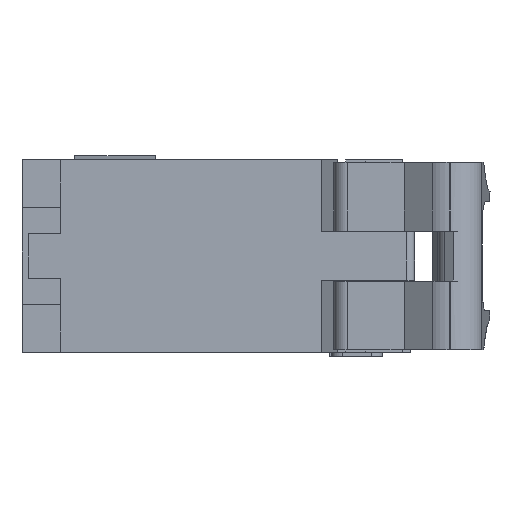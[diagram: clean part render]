
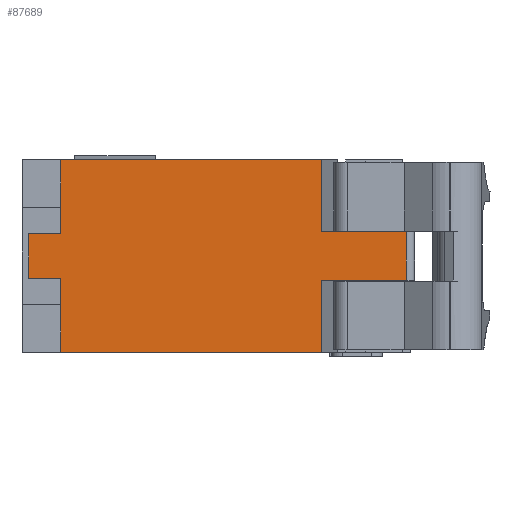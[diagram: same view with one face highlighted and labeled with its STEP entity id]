
A CAD part, left-side view. The second image highlights one B-rep face of the part: STEP entity #87689.
In plain terms, the highlighted planar face has unit normal (-1, 0, 0).
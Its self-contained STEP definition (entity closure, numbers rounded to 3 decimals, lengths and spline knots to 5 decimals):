
#7162=FACE_OUTER_BOUND('',#11671,.T.);
#11671=EDGE_LOOP('',(#70992,#70993,#70994,#70995,#70996,#70997,#70998,#70999,
#71000,#71001,#71002,#71003));
#20870=LINE('',#142815,#30928);
#21040=LINE('',#143164,#31098);
#21063=LINE('',#143208,#31121);
#21072=LINE('',#143226,#31130);
#21077=LINE('',#143237,#31135);
#21078=LINE('',#143239,#31136);
#21079=LINE('',#143241,#31137);
#21080=LINE('',#143243,#31138);
#21081=LINE('',#143245,#31139);
#21082=LINE('',#143247,#31140);
#21083=LINE('',#143248,#31141);
#21084=LINE('',#143249,#31142);
#30928=VECTOR('',#111024,0.3937);
#31098=VECTOR('',#111296,0.3937);
#31121=VECTOR('',#111331,0.3937);
#31130=VECTOR('',#111350,0.3937);
#31135=VECTOR('',#111359,0.3937);
#31136=VECTOR('',#111360,0.3937);
#31137=VECTOR('',#111361,0.3937);
#31138=VECTOR('',#111362,0.3937);
#31139=VECTOR('',#111363,0.3937);
#31140=VECTOR('',#111364,0.3937);
#31141=VECTOR('',#111365,0.3937);
#31142=VECTOR('',#111366,0.3937);
#39196=VERTEX_POINT('',#142809);
#39198=VERTEX_POINT('',#142813);
#39325=VERTEX_POINT('',#143161);
#39326=VERTEX_POINT('',#143163);
#39341=VERTEX_POINT('',#143206);
#39345=VERTEX_POINT('',#143224);
#39349=VERTEX_POINT('',#143236);
#39350=VERTEX_POINT('',#143238);
#39351=VERTEX_POINT('',#143240);
#39352=VERTEX_POINT('',#143242);
#39353=VERTEX_POINT('',#143244);
#39354=VERTEX_POINT('',#143246);
#50391=EDGE_CURVE('',#39198,#39196,#20870,.T.);
#50566=EDGE_CURVE('',#39326,#39325,#21040,.T.);
#50589=EDGE_CURVE('',#39325,#39341,#21063,.T.);
#50598=EDGE_CURVE('',#39341,#39345,#21072,.T.);
#50603=EDGE_CURVE('',#39345,#39349,#21077,.T.);
#50604=EDGE_CURVE('',#39350,#39349,#21078,.T.);
#50605=EDGE_CURVE('',#39350,#39351,#21079,.T.);
#50606=EDGE_CURVE('',#39352,#39351,#21080,.T.);
#50607=EDGE_CURVE('',#39353,#39352,#21081,.T.);
#50608=EDGE_CURVE('',#39354,#39353,#21082,.T.);
#50609=EDGE_CURVE('',#39354,#39196,#21083,.T.);
#50610=EDGE_CURVE('',#39198,#39326,#21084,.T.);
#70992=ORIENTED_EDGE('',*,*,#50566,.T.);
#70993=ORIENTED_EDGE('',*,*,#50589,.T.);
#70994=ORIENTED_EDGE('',*,*,#50598,.T.);
#70995=ORIENTED_EDGE('',*,*,#50603,.T.);
#70996=ORIENTED_EDGE('',*,*,#50604,.F.);
#70997=ORIENTED_EDGE('',*,*,#50605,.T.);
#70998=ORIENTED_EDGE('',*,*,#50606,.F.);
#70999=ORIENTED_EDGE('',*,*,#50607,.F.);
#71000=ORIENTED_EDGE('',*,*,#50608,.F.);
#71001=ORIENTED_EDGE('',*,*,#50609,.T.);
#71002=ORIENTED_EDGE('',*,*,#50391,.F.);
#71003=ORIENTED_EDGE('',*,*,#50610,.T.);
#78883=PLANE('',#93009);
#87689=ADVANCED_FACE('',(#7162),#78883,.T.);
#93009=AXIS2_PLACEMENT_3D('',#143235,#111357,#111358);
#111024=DIRECTION('',(0.,-1.,0.));
#111296=DIRECTION('',(0.,1.,0.));
#111331=DIRECTION('',(0.,0.,-1.));
#111350=DIRECTION('',(0.,-1.,0.));
#111357=DIRECTION('center_axis',(-1.,0.,0.));
#111358=DIRECTION('ref_axis',(0.,1.,0.));
#111359=DIRECTION('',(0.,0.,-1.));
#111360=DIRECTION('',(0.,1.,0.));
#111361=DIRECTION('',(0.,0.,1.));
#111362=DIRECTION('',(0.,1.,0.));
#111363=DIRECTION('',(0.,0.,-1.));
#111364=DIRECTION('',(0.,-1.,0.));
#111365=DIRECTION('',(0.,0.,1.));
#111366=DIRECTION('',(0.,0.,-1.));
#142809=CARTESIAN_POINT('',(-1.1418,-0.2232,0.11752));
#142813=CARTESIAN_POINT('',(-1.1418,0.10227,0.11752));
#142815=CARTESIAN_POINT('',(-1.1418,-0.33873,0.11752));
#143161=CARTESIAN_POINT('',(-1.1418,0.14227,0.02552));
#143163=CARTESIAN_POINT('',(-1.1418,0.10227,0.02552));
#143164=CARTESIAN_POINT('',(-1.1418,-0.11732,0.02552));
#143206=CARTESIAN_POINT('',(-1.1418,0.14227,-0.03048));
#143208=CARTESIAN_POINT('',(-1.1418,0.14227,-0.00248));
#143224=CARTESIAN_POINT('',(-1.1418,0.10227,-0.03048));
#143226=CARTESIAN_POINT('',(-1.1418,-0.11732,-0.03048));
#143235=CARTESIAN_POINT('Origin',(-1.1418,-0.33873,
-0.00248));
#143236=CARTESIAN_POINT('',(-1.1418,0.10227,-0.12248));
#143237=CARTESIAN_POINT('',(-1.1418,0.10227,-0.06248));
#143238=CARTESIAN_POINT('',(-1.1418,-0.2232,-0.12248));
#143239=CARTESIAN_POINT('',(-1.1418,-0.33873,-0.12248));
#143240=CARTESIAN_POINT('',(-1.1418,-0.2232,-0.03248));
#143241=CARTESIAN_POINT('',(-1.1418,-0.2232,-0.06248));
#143242=CARTESIAN_POINT('',(-1.1418,-0.32873,-0.03248));
#143243=CARTESIAN_POINT('',(-1.1418,-0.33873,-0.03248));
#143244=CARTESIAN_POINT('',(-1.1418,-0.32873,0.02752));
#143245=CARTESIAN_POINT('',(-1.1418,-0.32873,-0.00248));
#143246=CARTESIAN_POINT('',(-1.1418,-0.2232,0.02752));
#143247=CARTESIAN_POINT('',(-1.1418,-0.2232,0.02752));
#143248=CARTESIAN_POINT('',(-1.1418,-0.2232,0.05752));
#143249=CARTESIAN_POINT('',(-1.1418,0.10227,0.02652));
